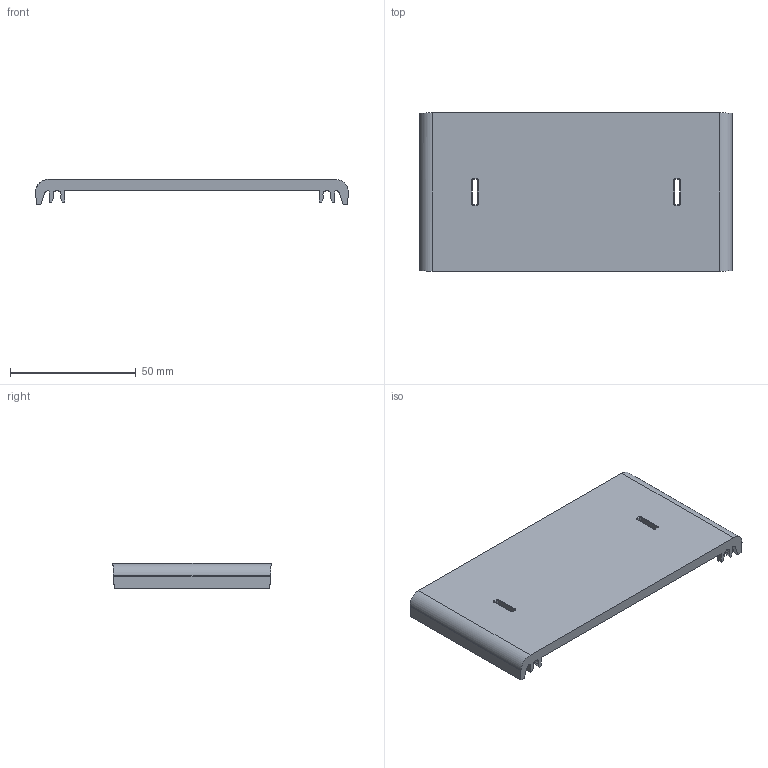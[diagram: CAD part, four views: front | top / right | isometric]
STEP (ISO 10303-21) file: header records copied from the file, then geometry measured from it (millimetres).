
FILE_DESCRIPTION (( 'STEP AP203' ), '1' );
FILE_NAME ('APDB-CL.step', '2024-06-17T20:15:12', ( '' ), ( '' ), 'SwSTEP 2.0', 'SolidWorks 2023', '' );
FILE_SCHEMA (( 'CONFIG_CONTROL_DESIGN' ));
Length unit declared in the file: inch
Products named in the file (1): APDB-CL
Bounding box: 124.5 x 63 x 10 mm (x, y, z)
Volume: 17013.1 mm3; surface area: 19456.7 mm2
Topology: 1 solids, 1 shells, 120 faces, 338 edges, 220 vertices
Faces by surface type: plane 72, cylinder 36, bspline 12
Entity records: 4029 total; most frequent: CARTESIAN_POINT 1067, ORIENTED_EDGE 676, DIRECTION 504, EDGE_CURVE 338, LINE 246, VECTOR 246, VERTEX_POINT 220, AXIS2_PLACEMENT_3D 129
